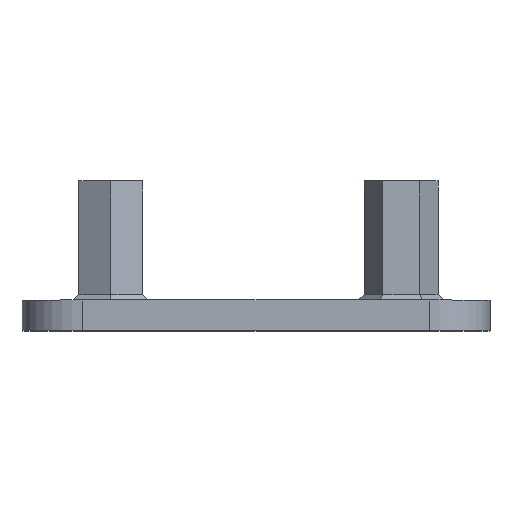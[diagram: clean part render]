
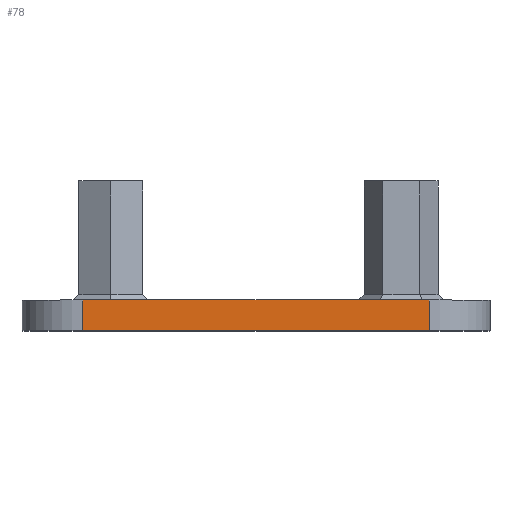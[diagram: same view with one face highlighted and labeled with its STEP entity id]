
A CAD part, top view. The second image highlights one B-rep face of the part: STEP entity #78.
In plain terms, the highlighted planar face has unit normal (0, 0, 1).
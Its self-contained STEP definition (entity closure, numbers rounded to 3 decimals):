
#77 = PLANE ( 'NONE',  #1634 ) ;
#78 = ADVANCED_FACE ( 'NONE', ( #1163 ), #77, .F. ) ;
#94 = DIRECTION ( 'NONE',  ( 1., 0., 0. ) ) ;
#116 = CARTESIAN_POINT ( 'NONE',  ( 0., 0., 40.468 ) ) ;
#225 = DIRECTION ( 'NONE',  ( 0., 0., -1. ) ) ;
#254 = EDGE_CURVE ( 'NONE', #758, #1202, #1441, .T. ) ;
#317 = VERTEX_POINT ( 'NONE', #625 ) ;
#321 = LINE ( 'NONE', #2316, #332 ) ;
#332 = VECTOR ( 'NONE', #1613, 1000. ) ;
#511 = ORIENTED_EDGE ( 'NONE', *, *, #254, .F. ) ;
#618 = CARTESIAN_POINT ( 'NONE',  ( 0., 5., 40.468 ) ) ;
#625 = CARTESIAN_POINT ( 'NONE',  ( -28.678, 0., 40.468 ) ) ;
#689 = EDGE_CURVE ( 'NONE', #2058, #1202, #1833, .T. ) ;
#715 = CARTESIAN_POINT ( 'NONE',  ( 0., 5., 40.468 ) ) ;
#722 = ORIENTED_EDGE ( 'NONE', *, *, #1323, .T. ) ;
#758 = VERTEX_POINT ( 'NONE', #1918 ) ;
#1123 = EDGE_CURVE ( 'NONE', #317, #2058, #1931, .T. ) ;
#1163 = FACE_OUTER_BOUND ( 'NONE', #1493, .T. ) ;
#1202 = VERTEX_POINT ( 'NONE', #1297 ) ;
#1297 = CARTESIAN_POINT ( 'NONE',  ( 28.678, 5., 40.468 ) ) ;
#1319 = VECTOR ( 'NONE', #1776, 1000. ) ;
#1323 = EDGE_CURVE ( 'NONE', #758, #317, #321, .T. ) ;
#1416 = ORIENTED_EDGE ( 'NONE', *, *, #1123, .T. ) ;
#1441 = LINE ( 'NONE', #715, #1319 ) ;
#1457 = VECTOR ( 'NONE', #2056, 1000. ) ;
#1493 = EDGE_LOOP ( 'NONE', ( #511, #722, #1416, #1541 ) ) ;
#1535 = DIRECTION ( 'NONE',  ( -1., 0., 0. ) ) ;
#1541 = ORIENTED_EDGE ( 'NONE', *, *, #689, .T. ) ;
#1613 = DIRECTION ( 'NONE',  ( 0., -1., 0. ) ) ;
#1634 = AXIS2_PLACEMENT_3D ( 'NONE', #618, #225, #1535 ) ;
#1680 = CARTESIAN_POINT ( 'NONE',  ( 28.678, 5., 40.468 ) ) ;
#1776 = DIRECTION ( 'NONE',  ( 1., 0., 0. ) ) ;
#1833 = LINE ( 'NONE', #1680, #1457 ) ;
#1918 = CARTESIAN_POINT ( 'NONE',  ( -28.678, 5., 40.468 ) ) ;
#1931 = LINE ( 'NONE', #116, #2264 ) ;
#1983 = CARTESIAN_POINT ( 'NONE',  ( 28.678, 0., 40.468 ) ) ;
#2056 = DIRECTION ( 'NONE',  ( 0., 1., 0. ) ) ;
#2058 = VERTEX_POINT ( 'NONE', #1983 ) ;
#2264 = VECTOR ( 'NONE', #94, 1000. ) ;
#2316 = CARTESIAN_POINT ( 'NONE',  ( -28.678, 0., 40.468 ) ) ;
